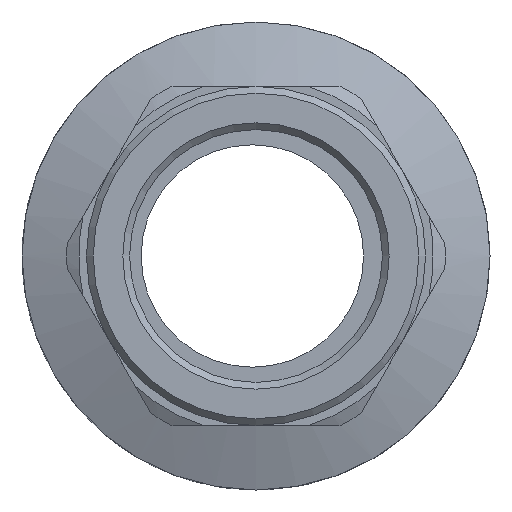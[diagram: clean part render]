
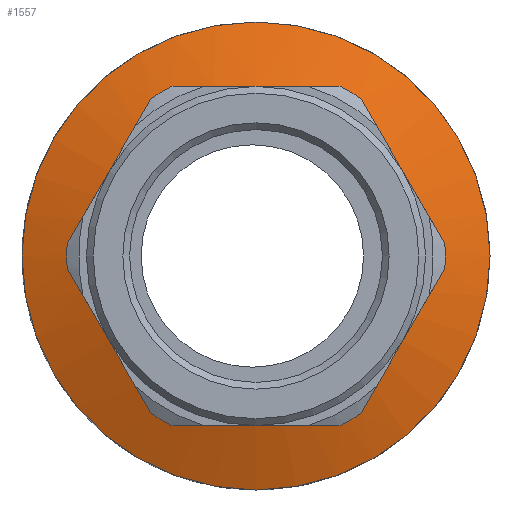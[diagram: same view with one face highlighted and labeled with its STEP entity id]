
A CAD part, front view. The second image highlights one B-rep face of the part: STEP entity #1557.
In plain terms, the highlighted conical face has half-angle 70 degrees and reference radius 17.25 mm.
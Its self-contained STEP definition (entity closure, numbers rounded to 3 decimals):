
#50=B_SPLINE_CURVE_WITH_KNOTS('',3,(#2390,#2391,#2392,#2393,#2394),
 .UNSPECIFIED.,.F.,.F.,(4,1,4),(0.,0.006,
0.012),.UNSPECIFIED.);
#51=B_SPLINE_CURVE_WITH_KNOTS('',3,(#2402,#2403,#2404,#2405,#2406),
 .UNSPECIFIED.,.F.,.F.,(4,1,4),(0.,0.006,
0.012),.UNSPECIFIED.);
#52=B_SPLINE_CURVE_WITH_KNOTS('',3,(#2414,#2415,#2416,#2417,#2418),
 .UNSPECIFIED.,.F.,.F.,(4,1,4),(0.,0.006,
0.012),.UNSPECIFIED.);
#53=B_SPLINE_CURVE_WITH_KNOTS('',3,(#2426,#2427,#2428,#2429,#2430),
 .UNSPECIFIED.,.F.,.F.,(4,1,4),(0.,0.006,
0.012),.UNSPECIFIED.);
#54=B_SPLINE_CURVE_WITH_KNOTS('',3,(#2438,#2439,#2440,#2441,#2442),
 .UNSPECIFIED.,.F.,.F.,(4,1,4),(0.,0.006,0.012),
 .UNSPECIFIED.);
#55=B_SPLINE_CURVE_WITH_KNOTS('',3,(#2448,#2449,#2450,#2451,#2452),
 .UNSPECIFIED.,.F.,.F.,(4,1,4),(0.,0.006,0.012),
 .UNSPECIFIED.);
#73=CONICAL_SURFACE('',#1695,17.25,1.222);
#483=ORIENTED_EDGE('',*,*,#648,.F.);
#484=ORIENTED_EDGE('',*,*,#646,.F.);
#485=ORIENTED_EDGE('',*,*,#645,.F.);
#486=ORIENTED_EDGE('',*,*,#642,.F.);
#487=ORIENTED_EDGE('',*,*,#641,.F.);
#488=ORIENTED_EDGE('',*,*,#638,.F.);
#489=ORIENTED_EDGE('',*,*,#637,.F.);
#490=ORIENTED_EDGE('',*,*,#634,.F.);
#491=ORIENTED_EDGE('',*,*,#633,.F.);
#492=ORIENTED_EDGE('',*,*,#631,.F.);
#493=ORIENTED_EDGE('',*,*,#629,.F.);
#494=ORIENTED_EDGE('',*,*,#626,.F.);
#495=ORIENTED_EDGE('',*,*,#649,.F.);
#626=EDGE_CURVE('',#739,#740,#811,.F.);
#629=EDGE_CURVE('',#740,#741,#50,.T.);
#631=EDGE_CURVE('',#741,#742,#812,.F.);
#633=EDGE_CURVE('',#742,#743,#51,.T.);
#634=EDGE_CURVE('',#743,#744,#813,.F.);
#637=EDGE_CURVE('',#744,#745,#52,.T.);
#638=EDGE_CURVE('',#745,#746,#814,.F.);
#641=EDGE_CURVE('',#746,#747,#53,.T.);
#642=EDGE_CURVE('',#747,#748,#815,.F.);
#645=EDGE_CURVE('',#748,#749,#54,.T.);
#646=EDGE_CURVE('',#749,#750,#816,.F.);
#648=EDGE_CURVE('',#750,#739,#55,.T.);
#649=EDGE_CURVE('',#751,#751,#817,.T.);
#739=VERTEX_POINT('',#2383);
#740=VERTEX_POINT('',#2385);
#741=VERTEX_POINT('',#2389);
#742=VERTEX_POINT('',#2397);
#743=VERTEX_POINT('',#2401);
#744=VERTEX_POINT('',#2409);
#745=VERTEX_POINT('',#2413);
#746=VERTEX_POINT('',#2421);
#747=VERTEX_POINT('',#2425);
#748=VERTEX_POINT('',#2433);
#749=VERTEX_POINT('',#2437);
#750=VERTEX_POINT('',#2445);
#751=VERTEX_POINT('',#2455);
#811=CIRCLE('',#1678,13.95);
#812=CIRCLE('',#1681,13.95);
#813=CIRCLE('',#1684,13.95);
#814=CIRCLE('',#1687,13.95);
#815=CIRCLE('',#1690,13.95);
#816=CIRCLE('',#1693,13.95);
#817=CIRCLE('',#1696,17.25);
#900=EDGE_LOOP('',(#483,#484,#485,#486,#487,#488,#489,#490,#491,#492,#493,
#494));
#901=EDGE_LOOP('',(#495));
#988=FACE_BOUND('',#900,.T.);
#989=FACE_BOUND('',#901,.T.);
#1557=ADVANCED_FACE('',(#988,#989),#73,.T.);
#1678=AXIS2_PLACEMENT_3D('',#2384,#1964,#1965);
#1681=AXIS2_PLACEMENT_3D('',#2398,#1973,#1974);
#1684=AXIS2_PLACEMENT_3D('',#2408,#1980,#1981);
#1687=AXIS2_PLACEMENT_3D('',#2420,#1988,#1989);
#1690=AXIS2_PLACEMENT_3D('',#2432,#1996,#1997);
#1693=AXIS2_PLACEMENT_3D('',#2444,#2004,#2005);
#1695=AXIS2_PLACEMENT_3D('',#2453,#2009,#2010);
#1696=AXIS2_PLACEMENT_3D('',#2454,#2011,#2012);
#1964=DIRECTION('',(0.,1.,0.));
#1965=DIRECTION('',(0.,0.,1.));
#1973=DIRECTION('',(0.,1.,0.));
#1974=DIRECTION('',(0.,0.,1.));
#1980=DIRECTION('',(0.,1.,0.));
#1981=DIRECTION('',(0.,0.,1.));
#1988=DIRECTION('',(0.,1.,0.));
#1989=DIRECTION('',(0.,0.,1.));
#1996=DIRECTION('',(0.,1.,0.));
#1997=DIRECTION('',(0.,0.,1.));
#2004=DIRECTION('',(0.,1.,0.));
#2005=DIRECTION('',(0.,0.,1.));
#2009=DIRECTION('',(0.,1.,0.));
#2010=DIRECTION('',(0.,0.,1.));
#2011=DIRECTION('',(0.,1.,0.));
#2012=DIRECTION('',(0.,0.,1.));
#2383=CARTESIAN_POINT('',(7.729,-16.201,11.613));
#2384=CARTESIAN_POINT('',(0.,-16.201,0.));
#2385=CARTESIAN_POINT('',(6.193,-16.201,12.5));
#2389=CARTESIAN_POINT('',(-6.193,-16.201,12.5));
#2390=CARTESIAN_POINT('',(6.193,-16.201,12.5));
#2391=CARTESIAN_POINT('',(4.129,-16.535,12.5));
#2392=CARTESIAN_POINT('',(0.,-16.923,12.5));
#2393=CARTESIAN_POINT('',(-4.129,-16.535,12.5));
#2394=CARTESIAN_POINT('',(-6.193,-16.201,12.5));
#2397=CARTESIAN_POINT('',(-7.729,-16.201,11.613));
#2398=CARTESIAN_POINT('',(0.,-16.201,0.));
#2401=CARTESIAN_POINT('',(-13.922,-16.201,0.887));
#2402=CARTESIAN_POINT('',(-7.729,-16.201,11.613));
#2403=CARTESIAN_POINT('',(-8.761,-16.535,9.825));
#2404=CARTESIAN_POINT('',(-10.825,-16.923,6.25));
#2405=CARTESIAN_POINT('',(-12.89,-16.535,2.675));
#2406=CARTESIAN_POINT('',(-13.922,-16.201,0.887));
#2408=CARTESIAN_POINT('',(0.,-16.201,0.));
#2409=CARTESIAN_POINT('',(-13.922,-16.201,-0.887));
#2413=CARTESIAN_POINT('',(-7.729,-16.201,-11.613));
#2414=CARTESIAN_POINT('',(-13.922,-16.201,-0.887));
#2415=CARTESIAN_POINT('',(-12.89,-16.535,-2.675));
#2416=CARTESIAN_POINT('',(-10.825,-16.923,-6.25));
#2417=CARTESIAN_POINT('',(-8.761,-16.535,-9.825));
#2418=CARTESIAN_POINT('',(-7.729,-16.201,-11.613));
#2420=CARTESIAN_POINT('',(0.,-16.201,0.));
#2421=CARTESIAN_POINT('',(-6.193,-16.201,-12.5));
#2425=CARTESIAN_POINT('',(6.193,-16.201,-12.5));
#2426=CARTESIAN_POINT('',(-6.193,-16.201,-12.5));
#2427=CARTESIAN_POINT('',(-4.129,-16.535,-12.5));
#2428=CARTESIAN_POINT('',(0.,-16.923,-12.5));
#2429=CARTESIAN_POINT('',(4.129,-16.535,-12.5));
#2430=CARTESIAN_POINT('',(6.193,-16.201,-12.5));
#2432=CARTESIAN_POINT('',(0.,-16.201,0.));
#2433=CARTESIAN_POINT('',(7.729,-16.201,-11.613));
#2437=CARTESIAN_POINT('',(13.922,-16.201,-0.887));
#2438=CARTESIAN_POINT('',(7.729,-16.201,-11.613));
#2439=CARTESIAN_POINT('',(8.761,-16.535,-9.825));
#2440=CARTESIAN_POINT('',(10.825,-16.923,-6.25));
#2441=CARTESIAN_POINT('',(12.89,-16.535,-2.675));
#2442=CARTESIAN_POINT('',(13.922,-16.201,-0.887));
#2444=CARTESIAN_POINT('',(0.,-16.201,0.));
#2445=CARTESIAN_POINT('',(13.922,-16.201,0.887));
#2448=CARTESIAN_POINT('',(13.922,-16.201,0.887));
#2449=CARTESIAN_POINT('',(12.89,-16.535,2.675));
#2450=CARTESIAN_POINT('',(10.825,-16.923,6.25));
#2451=CARTESIAN_POINT('',(8.761,-16.535,9.825));
#2452=CARTESIAN_POINT('',(7.729,-16.201,11.613));
#2453=CARTESIAN_POINT('',(0.,-15.,0.));
#2454=CARTESIAN_POINT('',(0.,-15.,0.));
#2455=CARTESIAN_POINT('',(0.,-15.,17.25));
